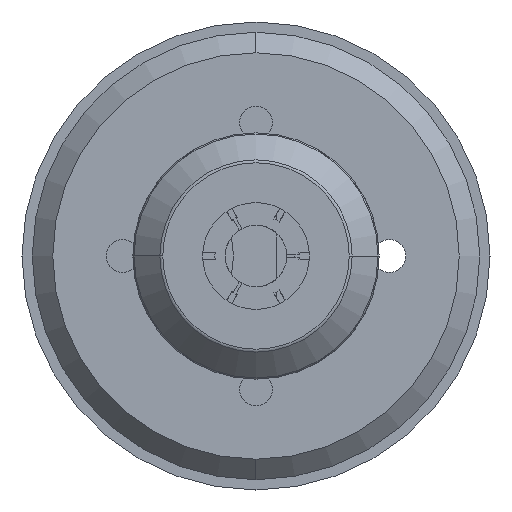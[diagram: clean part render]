
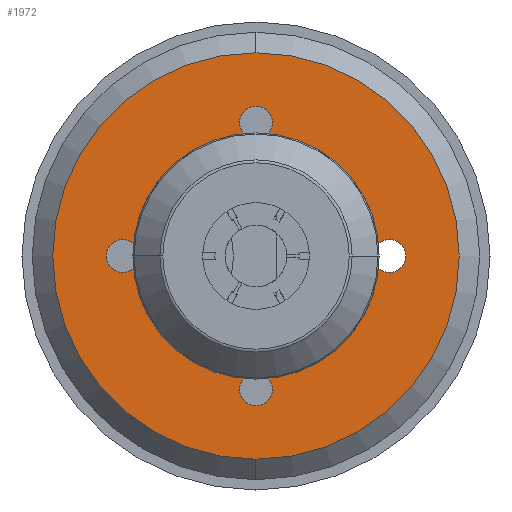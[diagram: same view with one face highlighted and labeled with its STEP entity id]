
A CAD part, left-side view. The second image highlights one B-rep face of the part: STEP entity #1972.
In plain terms, the highlighted planar face has unit normal (-1, 0, 0).
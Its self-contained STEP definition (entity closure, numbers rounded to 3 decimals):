
#1359 = ORIENTED_EDGE ( 'NONE', *, *, #1955, .F. ) ;
#1659 = EDGE_LOOP ( 'NONE', ( #2005, #1942 ) ) ;
#1663 = ORIENTED_EDGE ( 'NONE', *, *, #1783, .F. ) ;
#1664 = EDGE_LOOP ( 'NONE', ( #1996, #1973 ) ) ;
#1674 = EDGE_CURVE ( 'NONE', #1786, #1784, #5568, .T. ) ;
#1700 = EDGE_CURVE ( 'NONE', #1794, #1785, #5527, .T. ) ;
#1703 = VERTEX_POINT ( 'NONE', #5598 ) ;
#1783 = EDGE_CURVE ( 'NONE', #1785, #1794, #5881, .T. ) ;
#1784 = VERTEX_POINT ( 'NONE', #5880 ) ;
#1785 = VERTEX_POINT ( 'NONE', #5816 ) ;
#1786 = VERTEX_POINT ( 'NONE', #5888 ) ;
#1788 = EDGE_CURVE ( 'NONE', #1703, #1808, #5786, .T. ) ;
#1794 = VERTEX_POINT ( 'NONE', #5780 ) ;
#1799 = VERTEX_POINT ( 'NONE', #5764 ) ;
#1804 = EDGE_CURVE ( 'NONE', #1826, #1799, #5766, .T. ) ;
#1805 = EDGE_CURVE ( 'NONE', #1799, #1826, #5759, .T. ) ;
#1808 = VERTEX_POINT ( 'NONE', #5939 ) ;
#1822 = EDGE_CURVE ( 'NONE', #1784, #1786, #5803, .T. ) ;
#1826 = VERTEX_POINT ( 'NONE', #5707 ) ;
#1885 = EDGE_CURVE ( 'NONE', #1893, #1894, #5966, .T. ) ;
#1893 = VERTEX_POINT ( 'NONE', #5953 ) ;
#1894 = VERTEX_POINT ( 'NONE', #6042 ) ;
#1941 = EDGE_CURVE ( 'NONE', #2007, #1976, #6127, .T. ) ;
#1942 = ORIENTED_EDGE ( 'NONE', *, *, #1804, .F. ) ;
#1955 = EDGE_CURVE ( 'NONE', #1808, #1703, #6104, .T. ) ;
#1959 = EDGE_CURVE ( 'NONE', #1894, #1893, #6183, .T. ) ;
#1960 = EDGE_CURVE ( 'NONE', #1976, #2007, #6159, .T. ) ;
#1970 = EDGE_LOOP ( 'NONE', ( #1359, #2000 ) ) ;
#1971 = ORIENTED_EDGE ( 'NONE', *, *, #1674, .F. ) ;
#1972 = ADVANCED_FACE ( 'NONE', ( #6102, #5989, #6093, #5983, #5992, #5991 ), #6094, .F. ) ;
#1973 = ORIENTED_EDGE ( 'NONE', *, *, #1885, .T. ) ;
#1975 = ORIENTED_EDGE ( 'NONE', *, *, #1700, .F. ) ;
#1976 = VERTEX_POINT ( 'NONE', #5990 ) ;
#1978 = EDGE_LOOP ( 'NONE', ( #1975, #1663 ) ) ;
#1979 = EDGE_LOOP ( 'NONE', ( #1993, #1995 ) ) ;
#1993 = ORIENTED_EDGE ( 'NONE', *, *, #1960, .F. ) ;
#1995 = ORIENTED_EDGE ( 'NONE', *, *, #1941, .F. ) ;
#1996 = ORIENTED_EDGE ( 'NONE', *, *, #1959, .T. ) ;
#2000 = ORIENTED_EDGE ( 'NONE', *, *, #1788, .F. ) ;
#2001 = EDGE_LOOP ( 'NONE', ( #2002, #1971 ) ) ;
#2002 = ORIENTED_EDGE ( 'NONE', *, *, #1822, .F. ) ;
#2005 = ORIENTED_EDGE ( 'NONE', *, *, #1805, .F. ) ;
#2007 = VERTEX_POINT ( 'NONE', #6060 ) ;
#5527 = CIRCLE ( 'NONE', #5573, 0.8 ) ;
#5548 = DIRECTION ( 'NONE',  ( 0., 0., 1. ) ) ;
#5551 = DIRECTION ( 'NONE',  ( 0., 0., 1. ) ) ;
#5567 = CARTESIAN_POINT ( 'NONE',  ( -73.4, -6.5, 0. ) ) ;
#5568 = CIRCLE ( 'NONE', #5660, 0.8 ) ;
#5573 = AXIS2_PLACEMENT_3D ( 'NONE', #5629, #5632, #5548 ) ;
#5598 = CARTESIAN_POINT ( 'NONE',  ( -73.4, 0., -7.3 ) ) ;
#5629 = CARTESIAN_POINT ( 'NONE',  ( -73.4, 0., 6.5 ) ) ;
#5632 = DIRECTION ( 'NONE',  ( -1., 0., 0. ) ) ;
#5659 = DIRECTION ( 'NONE',  ( -1., 0., 0. ) ) ;
#5660 = AXIS2_PLACEMENT_3D ( 'NONE', #5567, #5659, #5551 ) ;
#5707 = CARTESIAN_POINT ( 'NONE',  ( -73.4, 6.5, -0.8 ) ) ;
#5747 = AXIS2_PLACEMENT_3D ( 'NONE', #5887, #5807, #5806 ) ;
#5759 = CIRCLE ( 'NONE', #5941, 0.8 ) ;
#5764 = CARTESIAN_POINT ( 'NONE',  ( -73.4, 6.5, 0.8 ) ) ;
#5766 = CIRCLE ( 'NONE', #5946, 0.8 ) ;
#5776 = DIRECTION ( 'NONE',  ( 0., 0., 1. ) ) ;
#5777 = DIRECTION ( 'NONE',  ( -1., 0., 0. ) ) ;
#5780 = CARTESIAN_POINT ( 'NONE',  ( -73.4, 0., 7.3 ) ) ;
#5786 = CIRCLE ( 'NONE', #5810, 0.8 ) ;
#5788 = DIRECTION ( 'NONE',  ( 0., 0., 1. ) ) ;
#5789 = DIRECTION ( 'NONE',  ( -1., 0., 0. ) ) ;
#5790 = AXIS2_PLACEMENT_3D ( 'NONE', #5801, #5789, #5788 ) ;
#5801 = CARTESIAN_POINT ( 'NONE',  ( -73.4, -6.5, 0. ) ) ;
#5803 = CIRCLE ( 'NONE', #5790, 0.8 ) ;
#5806 = DIRECTION ( 'NONE',  ( 0., 0., 1. ) ) ;
#5807 = DIRECTION ( 'NONE',  ( -1., 0., 0. ) ) ;
#5810 = AXIS2_PLACEMENT_3D ( 'NONE', #5815, #5777, #5776 ) ;
#5815 = CARTESIAN_POINT ( 'NONE',  ( -73.4, 0., -6.5 ) ) ;
#5816 = CARTESIAN_POINT ( 'NONE',  ( -73.4, 0., 5.7 ) ) ;
#5880 = CARTESIAN_POINT ( 'NONE',  ( -73.4, -6.5, 0.8 ) ) ;
#5881 = CIRCLE ( 'NONE', #5747, 0.8 ) ;
#5887 = CARTESIAN_POINT ( 'NONE',  ( -73.4, 0., 6.5 ) ) ;
#5888 = CARTESIAN_POINT ( 'NONE',  ( -73.4, -6.5, -0.8 ) ) ;
#5930 = DIRECTION ( 'NONE',  ( 0., 0., 1. ) ) ;
#5931 = DIRECTION ( 'NONE',  ( -1., 0., 0. ) ) ;
#5936 = DIRECTION ( 'NONE',  ( 0., 0., 1. ) ) ;
#5937 = DIRECTION ( 'NONE',  ( -1., 0., 0. ) ) ;
#5938 = CARTESIAN_POINT ( 'NONE',  ( -73.4, 6.5, 0. ) ) ;
#5939 = CARTESIAN_POINT ( 'NONE',  ( -73.4, 0., -5.7 ) ) ;
#5941 = AXIS2_PLACEMENT_3D ( 'NONE', #5945, #5931, #5930 ) ;
#5945 = CARTESIAN_POINT ( 'NONE',  ( -73.4, 6.5, 0. ) ) ;
#5946 = AXIS2_PLACEMENT_3D ( 'NONE', #5938, #5937, #5936 ) ;
#5949 = DIRECTION ( 'NONE',  ( 0., 0., -1. ) ) ;
#5950 = DIRECTION ( 'NONE',  ( -1., 0., 0. ) ) ;
#5951 = CARTESIAN_POINT ( 'NONE',  ( -73.4, 0., 0. ) ) ;
#5953 = CARTESIAN_POINT ( 'NONE',  ( -73.4, 0., 9.9 ) ) ;
#5966 = CIRCLE ( 'NONE', #6098, 9.9 ) ;
#5983 = FACE_BOUND ( 'NONE', #1978, .T. ) ;
#5989 = FACE_BOUND ( 'NONE', #1970, .T. ) ;
#5990 = CARTESIAN_POINT ( 'NONE',  ( -73.4, 0., 4.625 ) ) ;
#5991 = FACE_BOUND ( 'NONE', #1979, .T. ) ;
#5992 = FACE_BOUND ( 'NONE', #1659, .T. ) ;
#6006 = DIRECTION ( 'NONE',  ( 0., 0., -1. ) ) ;
#6042 = CARTESIAN_POINT ( 'NONE',  ( -73.4, 0., -9.9 ) ) ;
#6060 = CARTESIAN_POINT ( 'NONE',  ( -73.4, 0., -4.625 ) ) ;
#6091 = DIRECTION ( 'NONE',  ( 1., 0., 0. ) ) ;
#6092 = CARTESIAN_POINT ( 'NONE',  ( -73.4, 10.9, 0. ) ) ;
#6093 = FACE_BOUND ( 'NONE', #2001, .T. ) ;
#6094 = PLANE ( 'NONE',  #6164 ) ;
#6095 = DIRECTION ( 'NONE',  ( 0., 0., 1. ) ) ;
#6096 = DIRECTION ( 'NONE',  ( -1., 0., 0. ) ) ;
#6097 = AXIS2_PLACEMENT_3D ( 'NONE', #6165, #6096, #6095 ) ;
#6098 = AXIS2_PLACEMENT_3D ( 'NONE', #5951, #5950, #5949 ) ;
#6102 = FACE_OUTER_BOUND ( 'NONE', #1664, .T. ) ;
#6104 = CIRCLE ( 'NONE', #6173, 0.8 ) ;
#6123 = DIRECTION ( 'NONE',  ( 0., 0., 1. ) ) ;
#6124 = DIRECTION ( 'NONE',  ( -1., 0., 0. ) ) ;
#6125 = CARTESIAN_POINT ( 'NONE',  ( -73.4, 0., 0. ) ) ;
#6126 = AXIS2_PLACEMENT_3D ( 'NONE', #6125, #6124, #6123 ) ;
#6127 = CIRCLE ( 'NONE', #6126, 4.625 ) ;
#6159 = CIRCLE ( 'NONE', #6097, 4.625 ) ;
#6161 = DIRECTION ( 'NONE',  ( 0., 0., -1. ) ) ;
#6162 = DIRECTION ( 'NONE',  ( -1., 0., 0. ) ) ;
#6163 = CARTESIAN_POINT ( 'NONE',  ( -73.4, 0., 0. ) ) ;
#6164 = AXIS2_PLACEMENT_3D ( 'NONE', #6092, #6091, #6006 ) ;
#6165 = CARTESIAN_POINT ( 'NONE',  ( -73.4, 0., 0. ) ) ;
#6169 = AXIS2_PLACEMENT_3D ( 'NONE', #6163, #6162, #6161 ) ;
#6170 = DIRECTION ( 'NONE',  ( 0., 0., 1. ) ) ;
#6171 = DIRECTION ( 'NONE',  ( -1., 0., 0. ) ) ;
#6172 = CARTESIAN_POINT ( 'NONE',  ( -73.4, 0., -6.5 ) ) ;
#6173 = AXIS2_PLACEMENT_3D ( 'NONE', #6172, #6171, #6170 ) ;
#6183 = CIRCLE ( 'NONE', #6169, 9.9 ) ;
